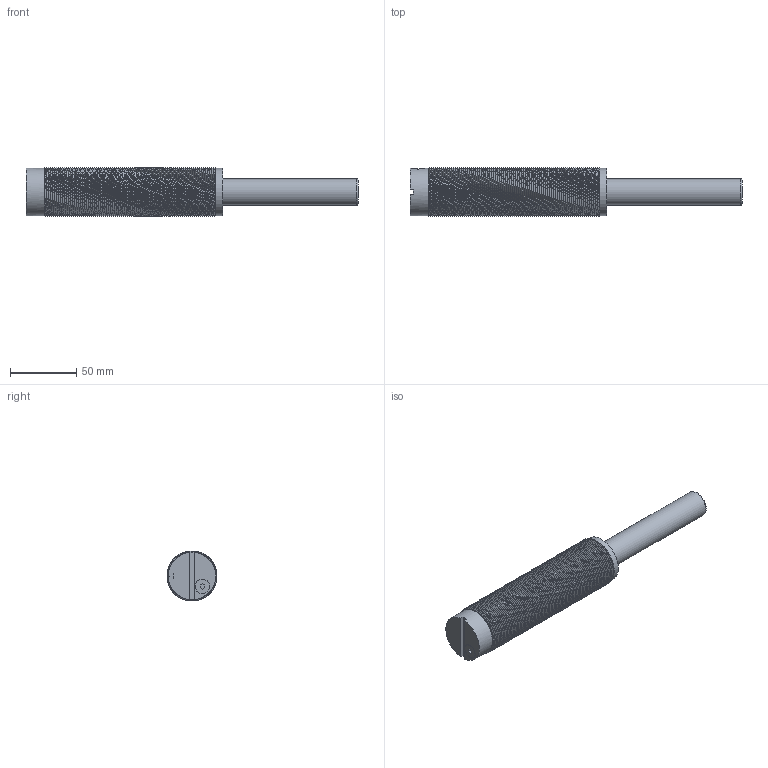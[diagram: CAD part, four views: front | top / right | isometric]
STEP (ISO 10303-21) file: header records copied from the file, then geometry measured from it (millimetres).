
FILE_DESCRIPTION(/* description */ ('STEP AP203'),/* implementation_level */ '2;1');
FILE_NAME(/* name */ 'P 00500_100 M38.stp',/* time_stamp */ '2019-03-25T10:28:40+03:00',/* author */ ('Doğan'),/* organization */ (''),/* preprocessor_version */ 'ST-DEVELOPER v17.2',/* originating_system */ 'Autodesk Inventor 2019',/* authorisation */ '');
FILE_SCHEMA (('AUTOMOTIVE_DESIGN { 1 0 10303 214 3 1 1 }'));
Length unit declared in the file: millimetre
Products named in the file (1): P 00500_100 M38
Bounding box: 250 x 37.6 x 37.6 mm (x, y, z)
Volume: 188975 mm3; surface area: 35712.1 mm2
Topology: 1 solids, 1 shells, 127 faces, 366 edges, 249 vertices
Faces by surface type: cylinder 95, plane 26, torus 2, cone 2, bspline 2
Full cylindrical faces by diameter (mm): 5 x1, 10 x1, 11 x2, 20 x1, 35.7 x2, 35.835 x86
Entity records: 15239 total; most frequent: CARTESIAN_POINT 12181, ORIENTED_EDGE 730, DIRECTION 474, EDGE_CURVE 365, VERTEX_POINT 249, B_SPLINE_CURVE_WITH_KNOTS 183, AXIS2_PLACEMENT_3D 167, LINE 140
